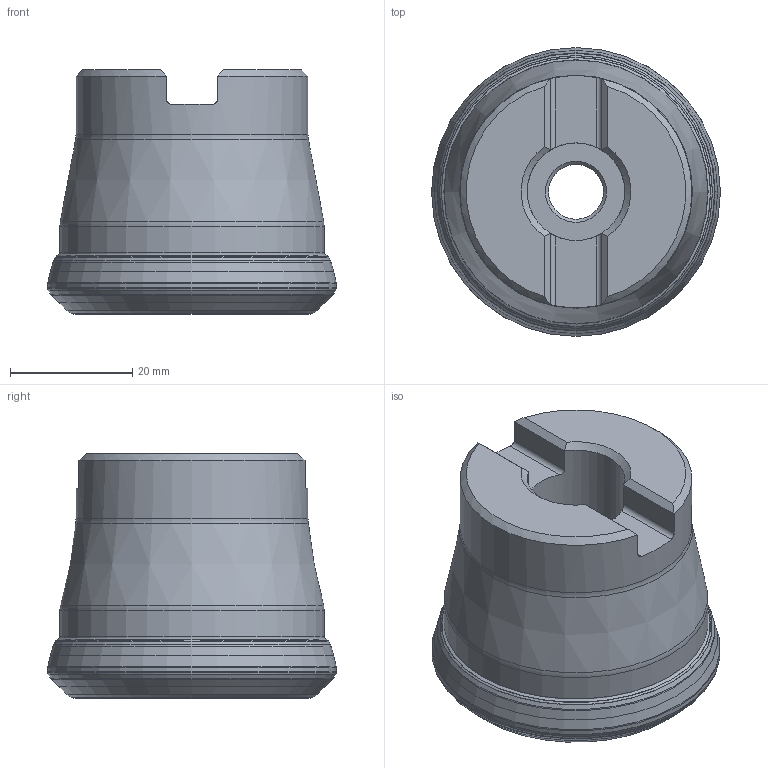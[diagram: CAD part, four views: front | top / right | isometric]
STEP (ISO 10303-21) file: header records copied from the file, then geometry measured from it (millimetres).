
FILE_DESCRIPTION(/* description */ (''),/* implementation_level */ '2;1');
FILE_NAME(/* name */ '40A05R_S45HN06C_C_115009788ndi000_00_SIM.stp',/* time_stamp */ '2020-01-07T14:04:20+01:00',/* author */ (''),/* organization */ (''),/* preprocessor_version */ 'ST-DEVELOPER v16.7',/* originating_system */ 'SIEMENS PLM Software NX 12.0',/* authorisation */ '');
FILE_SCHEMA (('AUTOMOTIVE_DESIGN { 1 0 10303 214 3 1 1 1 }'));
Length unit declared in the file: millimetre
Products named in the file (1): hc7251A850D9qci5
Bounding box: 47.32 x 47.32 x 40 mm (x, y, z)
Volume: 53028.5 mm3; surface area: 12991.9 mm2
Topology: 2 solids, 2 shells, 100 faces, 211 edges, 115 vertices
Faces by surface type: revolution 52, plane 16, cone 13, cylinder 10, torus 9
Full cylindrical faces by diameter (mm): 9 x1, 14 x1, 16 x1, 17 x1, 38 x1, 43.291 x1
Entity records: 2665 total; most frequent: CARTESIAN_POINT 799, DIRECTION 356, ORIENTED_EDGE 262, EDGE_LOOP 180, FACE_BOUND 160, AXIS2_PLACEMENT_3D 140, EDGE_CURVE 131, VERTEX_POINT 111
